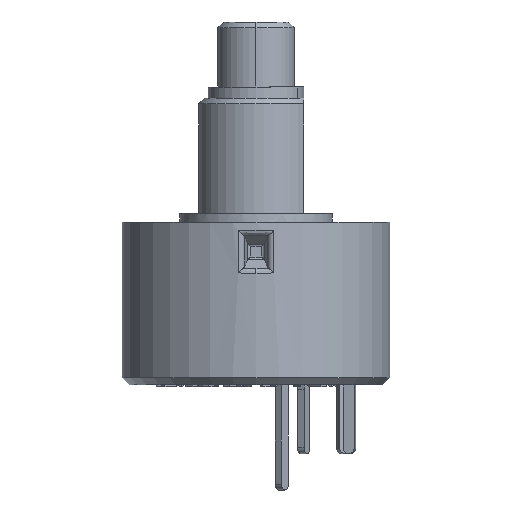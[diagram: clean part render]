
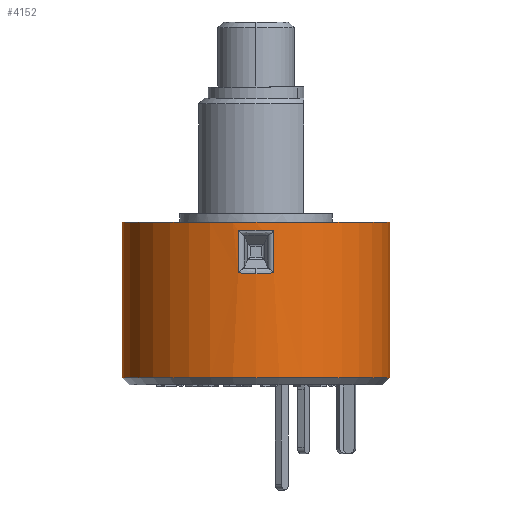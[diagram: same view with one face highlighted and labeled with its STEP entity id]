
A CAD part, left-side view. The second image highlights one B-rep face of the part: STEP entity #4152.
In plain terms, the highlighted cylindrical face has radius 7 mm (diameter 14 mm), a partial arc.
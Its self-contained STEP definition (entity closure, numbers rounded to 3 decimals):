
#415 = EDGE_CURVE ( 'NONE', #7134, #14423, #3237, .T. ) ;
#475 = DIRECTION ( 'NONE',  ( 0., -1., 0. ) ) ;
#499 = CARTESIAN_POINT ( 'NONE',  ( -6.937, 0.938, -3.094 ) ) ;
#608 = VECTOR ( 'NONE', #13949, 1000. ) ;
#695 = DIRECTION ( 'NONE',  ( 0., 0., 1. ) ) ;
#959 = AXIS2_PLACEMENT_3D ( 'NONE', #2695, #2589, #3701 ) ;
#1015 = ORIENTED_EDGE ( 'NONE', *, *, #8287, .T. ) ;
#1471 = CARTESIAN_POINT ( 'NONE',  ( 0., 0., -8.574 ) ) ;
#1706 = FACE_BOUND ( 'NONE', #2342, .T. ) ;
#1764 = VERTEX_POINT ( 'NONE', #11803 ) ;
#1825 = CARTESIAN_POINT ( 'NONE',  ( -7., -0.314, -3.129 ) ) ;
#2115 = VERTEX_POINT ( 'NONE', #3642 ) ;
#2285 = ORIENTED_EDGE ( 'NONE', *, *, #13060, .F. ) ;
#2342 = EDGE_LOOP ( 'NONE', ( #1015, #7686, #13995, #4884, #13659 ) ) ;
#2411 = LINE ( 'NONE', #13771, #14845 ) ;
#2589 = DIRECTION ( 'NONE',  ( 0., 0., -1. ) ) ;
#2695 = CARTESIAN_POINT ( 'NONE',  ( 0., 0., -0.45 ) ) ;
#3209 = VECTOR ( 'NONE', #5008, 1000. ) ;
#3237 =( BOUNDED_CURVE ( )  B_SPLINE_CURVE ( 3, ( #9128, #3350, #11418, #14952 ),
 .UNSPECIFIED., .F., .F. ) 
 B_SPLINE_CURVE_WITH_KNOTS ( ( 4, 4 ),
 ( 3.007, 3.276 ),
 .UNSPECIFIED. ) 
 CURVE ( )  GEOMETRIC_REPRESENTATION_ITEM ( )  RATIONAL_B_SPLINE_CURVE ( ( 1., 0.994, 0.994, 1. ) ) 
 REPRESENTATION_ITEM ( '' )  );
#3350 = CARTESIAN_POINT ( 'NONE',  ( -7.021, 0.315, -0.841 ) ) ;
#3450 = CARTESIAN_POINT ( 'NONE',  ( 0., -7., -0.45 ) ) ;
#3642 = CARTESIAN_POINT ( 'NONE',  ( 0., -7., -8.574 ) ) ;
#3701 = DIRECTION ( 'NONE',  ( 0., 1., 0. ) ) ;
#3714 = VERTEX_POINT ( 'NONE', #14519 ) ;
#3759 = FACE_OUTER_BOUND ( 'NONE', #11500, .T. ) ;
#3792 = AXIS2_PLACEMENT_3D ( 'NONE', #1471, #10897, #10805 ) ;
#3882 = DIRECTION ( 'NONE',  ( 0., 0., 1. ) ) ;
#4069 = CARTESIAN_POINT ( 'NONE',  ( -7., 0., -3.129 ) ) ;
#4152 = ADVANCED_FACE ( 'NONE', ( #3759, #1706 ), #7578, .T. ) ;
#4182 = ORIENTED_EDGE ( 'NONE', *, *, #7478, .F. ) ;
#4417 =( BOUNDED_CURVE ( )  B_SPLINE_CURVE ( 3, ( #4986, #12245, #1825, #4069 ),
 .UNSPECIFIED., .F., .F. ) 
 B_SPLINE_CURVE_WITH_KNOTS ( ( 4, 4 ),
 ( 6.149, 6.283 ),
 .UNSPECIFIED. ) 
 CURVE ( )  GEOMETRIC_REPRESENTATION_ITEM ( )  RATIONAL_B_SPLINE_CURVE ( ( 1., 0.998, 0.998, 1. ) ) 
 REPRESENTATION_ITEM ( '' )  );
#4478 = LINE ( 'NONE', #3450, #608 ) ;
#4491 = LINE ( 'NONE', #13245, #3209 ) ;
#4594 = CARTESIAN_POINT ( 'NONE',  ( 0., 7., -0.45 ) ) ;
#4649 = CARTESIAN_POINT ( 'NONE',  ( -6.937, -0.938, -3.094 ) ) ;
#4658 = VERTEX_POINT ( 'NONE', #13864 ) ;
#4884 = ORIENTED_EDGE ( 'NONE', *, *, #415, .T. ) ;
#4986 = CARTESIAN_POINT ( 'NONE',  ( -6.937, -0.938, -3.094 ) ) ;
#5008 = DIRECTION ( 'NONE',  ( 0., 0., -1. ) ) ;
#5155 = CARTESIAN_POINT ( 'NONE',  ( -7., 0.314, -3.129 ) ) ;
#5959 = CIRCLE ( 'NONE', #14568, 7. ) ;
#6143 = EDGE_CURVE ( 'NONE', #13310, #4658, #9486, .T. ) ;
#6149 = ORIENTED_EDGE ( 'NONE', *, *, #6270, .T. ) ;
#6270 = EDGE_CURVE ( 'NONE', #4658, #2115, #7621, .T. ) ;
#6731 =( BOUNDED_CURVE ( )  B_SPLINE_CURVE ( 3, ( #11946, #5155, #7495, #499 ),
 .UNSPECIFIED., .F., .F. ) 
 B_SPLINE_CURVE_WITH_KNOTS ( ( 4, 4 ),
 ( 0., 0.134 ),
 .UNSPECIFIED. ) 
 CURVE ( )  GEOMETRIC_REPRESENTATION_ITEM ( )  RATIONAL_B_SPLINE_CURVE ( ( 1., 0.998, 0.998, 1. ) ) 
 REPRESENTATION_ITEM ( '' )  );
#7134 = VERTEX_POINT ( 'NONE', #12140 ) ;
#7465 = VECTOR ( 'NONE', #9397, 1000. ) ;
#7478 = EDGE_CURVE ( 'NONE', #11748, #2115, #4478, .T. ) ;
#7495 = CARTESIAN_POINT ( 'NONE',  ( -6.979, 0.627, -3.117 ) ) ;
#7578 = CYLINDRICAL_SURFACE ( 'NONE', #959, 7. ) ;
#7621 = CIRCLE ( 'NONE', #3792, 7. ) ;
#7686 = ORIENTED_EDGE ( 'NONE', *, *, #13355, .T. ) ;
#7805 = CARTESIAN_POINT ( 'NONE',  ( 0., -7., -0.45 ) ) ;
#8056 = EDGE_CURVE ( 'NONE', #3714, #7134, #2411, .T. ) ;
#8287 = EDGE_CURVE ( 'NONE', #9814, #1764, #4417, .T. ) ;
#8386 = CARTESIAN_POINT ( 'NONE',  ( -6.937, -0.938, -0.888 ) ) ;
#8545 = ORIENTED_EDGE ( 'NONE', *, *, #6143, .T. ) ;
#9128 = CARTESIAN_POINT ( 'NONE',  ( -6.937, 0.938, -0.888 ) ) ;
#9397 = DIRECTION ( 'NONE',  ( 0., 0., -1. ) ) ;
#9486 = LINE ( 'NONE', #4594, #7465 ) ;
#9814 = VERTEX_POINT ( 'NONE', #4649 ) ;
#10497 = CARTESIAN_POINT ( 'NONE',  ( 0., 0., -0.45 ) ) ;
#10805 = DIRECTION ( 'NONE',  ( 0., -1., 0. ) ) ;
#10897 = DIRECTION ( 'NONE',  ( 0., 0., 1. ) ) ;
#11418 = CARTESIAN_POINT ( 'NONE',  ( -7.021, -0.315, -0.841 ) ) ;
#11500 = EDGE_LOOP ( 'NONE', ( #4182, #2285, #8545, #6149 ) ) ;
#11748 = VERTEX_POINT ( 'NONE', #7805 ) ;
#11803 = CARTESIAN_POINT ( 'NONE',  ( -7., 0., -3.129 ) ) ;
#11946 = CARTESIAN_POINT ( 'NONE',  ( -7., 0., -3.129 ) ) ;
#12140 = CARTESIAN_POINT ( 'NONE',  ( -6.937, 0.938, -0.888 ) ) ;
#12245 = CARTESIAN_POINT ( 'NONE',  ( -6.979, -0.627, -3.117 ) ) ;
#12895 = EDGE_CURVE ( 'NONE', #14423, #9814, #4491, .T. ) ;
#13060 = EDGE_CURVE ( 'NONE', #13310, #11748, #5959, .T. ) ;
#13245 = CARTESIAN_POINT ( 'NONE',  ( -6.937, -0.938, -0.45 ) ) ;
#13310 = VERTEX_POINT ( 'NONE', #13373 ) ;
#13355 = EDGE_CURVE ( 'NONE', #1764, #3714, #6731, .T. ) ;
#13373 = CARTESIAN_POINT ( 'NONE',  ( 0., 7., -0.45 ) ) ;
#13659 = ORIENTED_EDGE ( 'NONE', *, *, #12895, .T. ) ;
#13771 = CARTESIAN_POINT ( 'NONE',  ( -6.937, 0.938, -0.45 ) ) ;
#13864 = CARTESIAN_POINT ( 'NONE',  ( 0., 7., -8.574 ) ) ;
#13949 = DIRECTION ( 'NONE',  ( 0., 0., -1. ) ) ;
#13995 = ORIENTED_EDGE ( 'NONE', *, *, #8056, .T. ) ;
#14423 = VERTEX_POINT ( 'NONE', #8386 ) ;
#14519 = CARTESIAN_POINT ( 'NONE',  ( -6.937, 0.938, -3.094 ) ) ;
#14568 = AXIS2_PLACEMENT_3D ( 'NONE', #10497, #3882, #475 ) ;
#14845 = VECTOR ( 'NONE', #695, 1000. ) ;
#14952 = CARTESIAN_POINT ( 'NONE',  ( -6.937, -0.938, -0.888 ) ) ;
